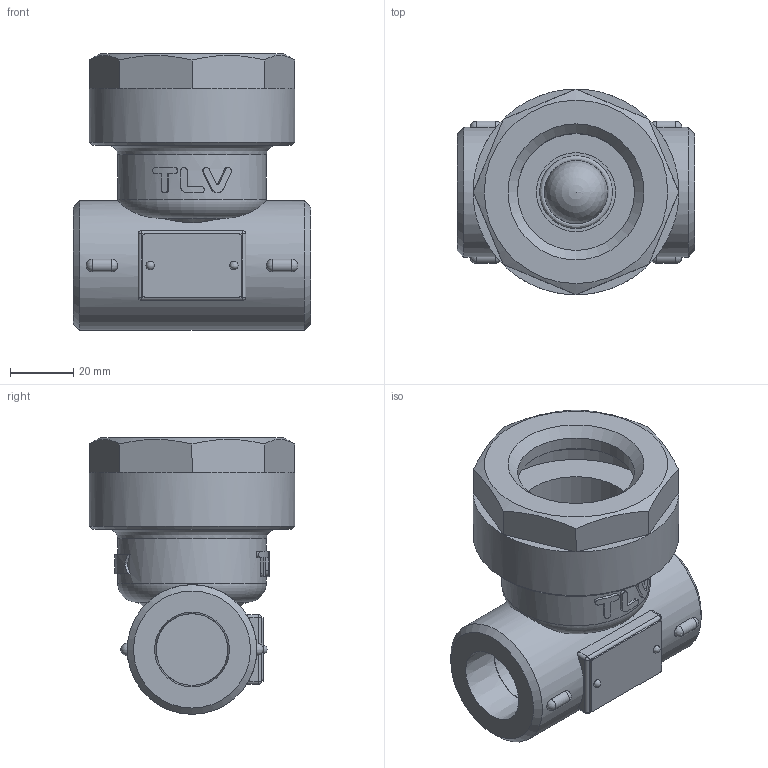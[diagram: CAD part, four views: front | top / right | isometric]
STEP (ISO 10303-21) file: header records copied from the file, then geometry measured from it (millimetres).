
FILE_DESCRIPTION((''),'2;1');
FILE_NAME('t10n0-020-screw-00.stp','2010-06-16T13:59:50',('nakaot'),(''),'Autodesk Inventor 2008','Autodesk Inventor 2008','');
FILE_SCHEMA(('AUTOMOTIVE_DESIGN { 1 0 10303 214 1 1 1 1 }'));
Length unit declared in the file: millimetre
Products named in the file (1): t10n0-020-screw-00
Bounding box: 75 x 65 x 87.5 mm (x, y, z)
Volume: 151220.5 mm3; surface area: 37791.8 mm2
Topology: 2 solids, 2 shells, 130 faces, 350 edges, 216 vertices
Faces by surface type: plane 45, bspline 32, cylinder 28, sphere 15, cone 9, torus 1
Full cylindrical faces by diameter (mm): 22.631 x1, 23 x1, 25 x1, 37 x2, 41 x1, 47 x1, 51 x1, 56 x1, 65 x1
Entity records: 10087 total; most frequent: CARTESIAN_POINT 7319, ORIENTED_EDGE 574, DIRECTION 492, EDGE_CURVE 287, VERTEX_POINT 206, AXIS2_PLACEMENT_3D 195, EDGE_LOOP 176, FACE_OUTER_BOUND 130
